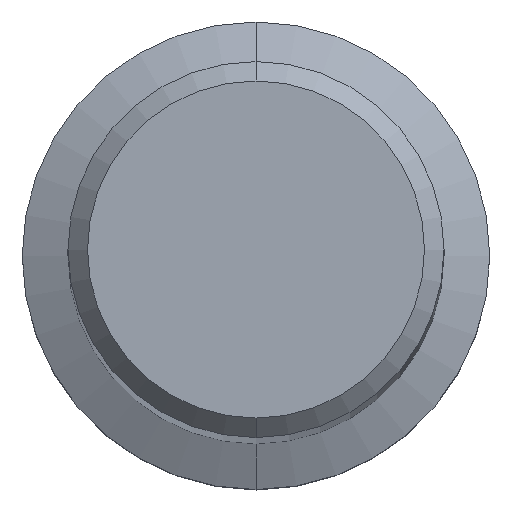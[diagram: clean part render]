
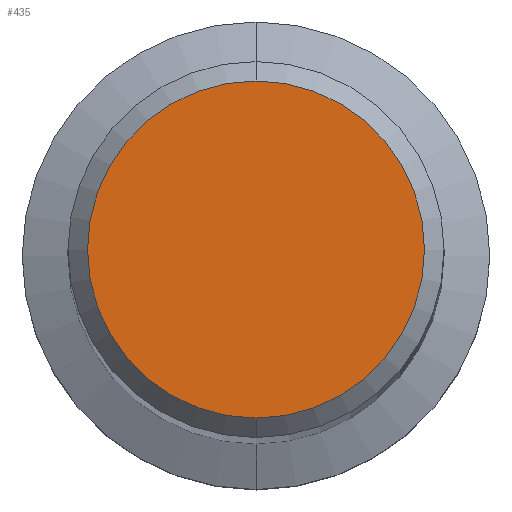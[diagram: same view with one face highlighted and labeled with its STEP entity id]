
A CAD part, top view. The second image highlights one B-rep face of the part: STEP entity #435.
In plain terms, the highlighted planar face has unit normal (0, 0, 1).
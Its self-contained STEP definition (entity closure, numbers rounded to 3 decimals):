
#231=EDGE_CURVE('',#405,#259,#588,.T.);
#259=VERTEX_POINT('',#616);
#405=VERTEX_POINT('',#778);
#435=ADVANCED_FACE('',(#813),#814,.T.);
#471=EDGE_CURVE('',#259,#405,#853,.T.);
#588=CIRCLE('',#981,8.65);
#616=CARTESIAN_POINT('',(0.,-8.65,0.0));
#778=CARTESIAN_POINT('',(0.0,8.65,0.0));
#813=FACE_OUTER_BOUND('',#1487,.T.);
#814=PLANE('',#1488);
#853=CIRCLE('',#1532,8.65);
#981=AXIS2_PLACEMENT_3D('',#1741,#1742,#1743);
#1487=EDGE_LOOP('',(#1991,#1992));
#1488=AXIS2_PLACEMENT_3D('',#1993,#1994,#1995);
#1532=AXIS2_PLACEMENT_3D('',#2023,#2024,#2025);
#1741=CARTESIAN_POINT('',(0.0,0.0,0.0));
#1742=DIRECTION('',(0.0,0.0,-1.0));
#1743=DIRECTION('',(0.0,1.0,0.0));
#1991=ORIENTED_EDGE('',*,*,#231,.F.);
#1992=ORIENTED_EDGE('',*,*,#471,.F.);
#1993=CARTESIAN_POINT('',(0.0,4.325,0.0));
#1994=DIRECTION('',(-0.0,0.0,1.0));
#1995=DIRECTION('',(0.0,-1.0,0.0));
#2023=CARTESIAN_POINT('',(0.0,0.0,0.0));
#2024=DIRECTION('',(0.0,0.0,-1.0));
#2025=DIRECTION('',(0.0,1.0,0.0));
